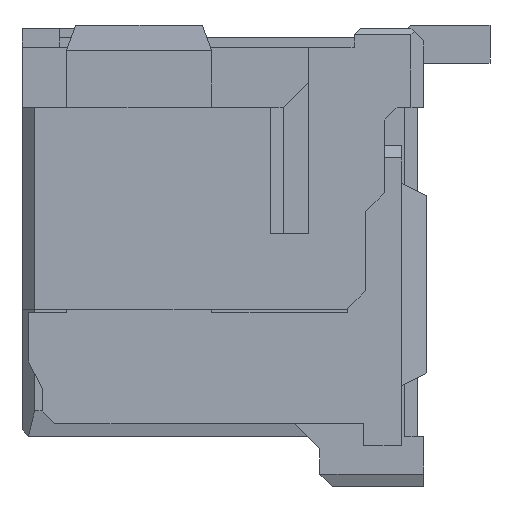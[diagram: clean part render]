
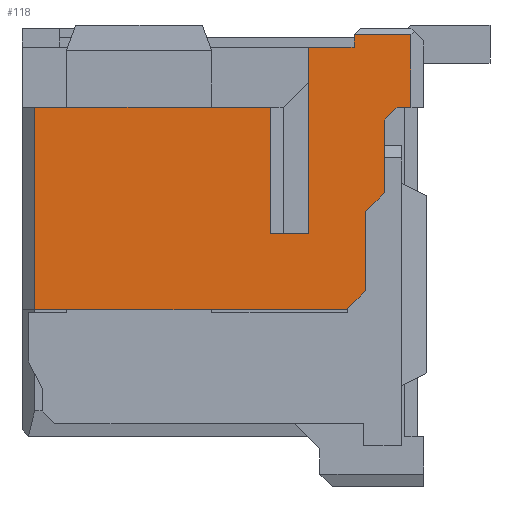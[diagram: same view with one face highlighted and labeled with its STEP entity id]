
A CAD part, left-side view. The second image highlights one B-rep face of the part: STEP entity #118.
In plain terms, the highlighted planar face has unit normal (-1, 0, 0).
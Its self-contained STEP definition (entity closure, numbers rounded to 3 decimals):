
#118=ADVANCED_FACE('',(#539),#540,.T.);
#539=FACE_OUTER_BOUND('',#1265,.T.);
#540=PLANE('',#1266);
#1265=EDGE_LOOP('',(#2421,#2422,#2423,#2424,#2425,#2426,#2427,#2428,#2429,#2430,#2431,#2432,#2433,#2434,#2435,#2436));
#1266=AXIS2_PLACEMENT_3D('',#2437,#2438,#2439);
#2421=ORIENTED_EDGE('',*,*,#5303,.T.);
#2422=ORIENTED_EDGE('',*,*,#5304,.F.);
#2423=ORIENTED_EDGE('',*,*,#5305,.F.);
#2424=ORIENTED_EDGE('',*,*,#5306,.F.);
#2425=ORIENTED_EDGE('',*,*,#5307,.F.);
#2426=ORIENTED_EDGE('',*,*,#5308,.F.);
#2427=ORIENTED_EDGE('',*,*,#5309,.F.);
#2428=ORIENTED_EDGE('',*,*,#5310,.T.);
#2429=ORIENTED_EDGE('',*,*,#5311,.T.);
#2430=ORIENTED_EDGE('',*,*,#5295,.T.);
#2431=ORIENTED_EDGE('',*,*,#5229,.T.);
#2432=ORIENTED_EDGE('',*,*,#5312,.T.);
#2433=ORIENTED_EDGE('',*,*,#5313,.T.);
#2434=ORIENTED_EDGE('',*,*,#5314,.T.);
#2435=ORIENTED_EDGE('',*,*,#5315,.F.);
#2436=ORIENTED_EDGE('',*,*,#5316,.T.);
#2437=CARTESIAN_POINT('',(-3.65,0.0,0.445));
#2438=DIRECTION('',(-1.0,0.0,0.0));
#2439=DIRECTION('',(0.0,0.0,1.0));
#5229=EDGE_CURVE('',#6442,#6440,#6443,.T.);
#5295=EDGE_CURVE('',#6554,#6442,#6559,.T.);
#5303=EDGE_CURVE('',#6567,#6568,#6569,.T.);
#5304=EDGE_CURVE('',#6570,#6568,#6571,.T.);
#5305=EDGE_CURVE('',#6572,#6570,#6573,.T.);
#5306=EDGE_CURVE('',#6574,#6572,#6575,.T.);
#5307=EDGE_CURVE('',#6576,#6574,#6577,.T.);
#5308=EDGE_CURVE('',#6578,#6576,#6579,.T.);
#5309=EDGE_CURVE('',#6580,#6578,#6581,.T.);
#5310=EDGE_CURVE('',#6580,#6582,#6583,.T.);
#5311=EDGE_CURVE('',#6582,#6554,#6584,.T.);
#5312=EDGE_CURVE('',#6440,#6585,#6586,.T.);
#5313=EDGE_CURVE('',#6585,#6587,#6588,.T.);
#5314=EDGE_CURVE('',#6587,#6589,#6590,.T.);
#5315=EDGE_CURVE('',#6591,#6589,#6592,.T.);
#5316=EDGE_CURVE('',#6591,#6567,#6593,.T.);
#6440=VERTEX_POINT('',#8332);
#6442=VERTEX_POINT('',#8335);
#6443=LINE('',#8336,#8337);
#6554=VERTEX_POINT('',#8510);
#6559=LINE('',#8518,#8519);
#6567=VERTEX_POINT('',#8534);
#6568=VERTEX_POINT('',#8535);
#6569=LINE('',#8536,#8537);
#6570=VERTEX_POINT('',#8538);
#6571=LINE('',#8539,#8540);
#6572=VERTEX_POINT('',#8541);
#6573=LINE('',#8542,#8543);
#6574=VERTEX_POINT('',#8544);
#6575=LINE('',#8545,#8546);
#6576=VERTEX_POINT('',#8547);
#6577=LINE('',#8548,#8549);
#6578=VERTEX_POINT('',#8550);
#6579=LINE('',#8551,#8552);
#6580=VERTEX_POINT('',#8553);
#6581=LINE('',#8554,#8555);
#6582=VERTEX_POINT('',#8556);
#6583=LINE('',#8557,#8558);
#6584=LINE('',#8559,#8560);
#6585=VERTEX_POINT('',#8561);
#6586=LINE('',#8562,#8563);
#6587=VERTEX_POINT('',#8564);
#6588=LINE('',#8565,#8566);
#6589=VERTEX_POINT('',#8567);
#6590=LINE('',#8568,#8569);
#6591=VERTEX_POINT('',#8570);
#6592=LINE('',#8571,#8572);
#6593=LINE('',#8573,#8574);
#8332=CARTESIAN_POINT('',(-3.65,-1.93,3.77));
#8335=CARTESIAN_POINT('',(-3.65,-2.65,3.77));
#8336=CARTESIAN_POINT('',(-3.65,-2.65,3.77));
#8337=VECTOR('',#10639,0.72);
#8510=CARTESIAN_POINT('',(-3.65,-2.65,3.97));
#8518=CARTESIAN_POINT('',(-3.65,-2.65,3.97));
#8519=VECTOR('',#10705,0.2);
#8534=CARTESIAN_POINT('',(-3.65,2.4,-0.38));
#8535=CARTESIAN_POINT('',(-3.65,-2.53,-0.38));
#8536=CARTESIAN_POINT('',(-3.65,2.4,-0.38));
#8537=VECTOR('',#10713,4.93);
#8538=CARTESIAN_POINT('',(-3.65,-2.83,-0.08));
#8539=CARTESIAN_POINT('',(-3.65,-2.83,-0.08));
#8540=VECTOR('',#10714,0.424);
#8541=CARTESIAN_POINT('',(-3.65,-2.83,1.17));
#8542=CARTESIAN_POINT('',(-3.65,-2.83,1.17));
#8543=VECTOR('',#10715,1.25);
#8544=CARTESIAN_POINT('',(-3.65,-3.13,1.47));
#8545=CARTESIAN_POINT('',(-3.65,-3.13,1.47));
#8546=VECTOR('',#10716,0.424);
#8547=CARTESIAN_POINT('',(-3.65,-3.13,2.62));
#8548=CARTESIAN_POINT('',(-3.65,-3.13,2.62));
#8549=VECTOR('',#10717,1.15);
#8550=CARTESIAN_POINT('',(-3.65,-3.33,2.82));
#8551=CARTESIAN_POINT('',(-3.65,-3.33,2.82));
#8552=VECTOR('',#10718,0.283);
#8553=CARTESIAN_POINT('',(-3.65,-3.55,2.82));
#8554=CARTESIAN_POINT('',(-3.65,-3.55,2.82));
#8555=VECTOR('',#10719,0.22);
#8556=CARTESIAN_POINT('',(-3.65,-3.55,3.97));
#8557=CARTESIAN_POINT('',(-3.65,-3.55,2.82));
#8558=VECTOR('',#10720,1.15);
#8559=CARTESIAN_POINT('',(-3.65,-3.55,3.97));
#8560=VECTOR('',#10721,0.9);
#8561=CARTESIAN_POINT('',(-3.65,-1.93,0.82));
#8562=CARTESIAN_POINT('',(-3.65,-1.93,3.77));
#8563=VECTOR('',#10722,2.95);
#8564=CARTESIAN_POINT('',(-3.65,-1.33,0.82));
#8565=CARTESIAN_POINT('',(-3.65,-1.93,0.82));
#8566=VECTOR('',#10723,0.6);
#8567=CARTESIAN_POINT('',(-3.65,-1.33,2.82));
#8568=CARTESIAN_POINT('',(-3.65,-1.33,0.82));
#8569=VECTOR('',#10724,2.0);
#8570=CARTESIAN_POINT('',(-3.65,2.4,2.82));
#8571=CARTESIAN_POINT('',(-3.65,2.4,2.82));
#8572=VECTOR('',#10725,3.73);
#8573=CARTESIAN_POINT('',(-3.65,2.4,2.82));
#8574=VECTOR('',#10726,3.2);
#10639=DIRECTION('',(0.0,1.0,0.0));
#10705=DIRECTION('',(0.0,0.0,-1.0));
#10713=DIRECTION('',(0.0,-1.0,0.0));
#10714=DIRECTION('',(0.0,0.707,-0.707));
#10715=DIRECTION('',(0.0,0.0,-1.0));
#10716=DIRECTION('',(0.0,0.707,-0.707));
#10717=DIRECTION('',(0.0,0.0,-1.0));
#10718=DIRECTION('',(0.0,0.707,-0.707));
#10719=DIRECTION('',(0.0,1.0,0.0));
#10720=DIRECTION('',(0.0,0.0,1.0));
#10721=DIRECTION('',(0.0,1.0,0.0));
#10722=DIRECTION('',(0.0,0.0,-1.0));
#10723=DIRECTION('',(0.0,1.0,0.0));
#10724=DIRECTION('',(0.0,0.0,1.0));
#10725=DIRECTION('',(0.0,-1.0,0.0));
#10726=DIRECTION('',(0.0,0.0,-1.0));
